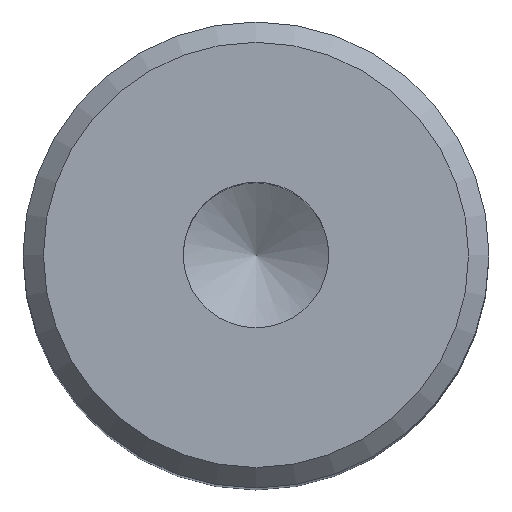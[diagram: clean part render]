
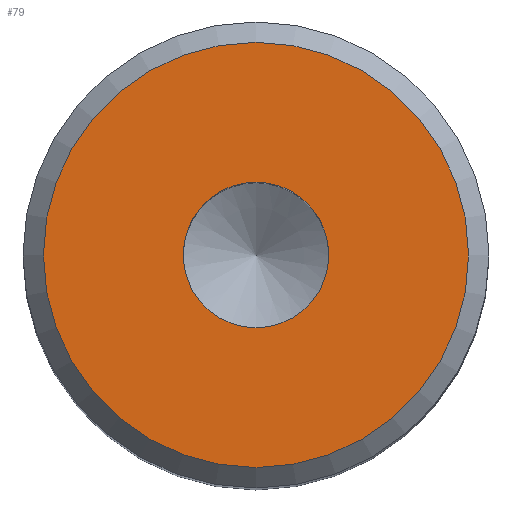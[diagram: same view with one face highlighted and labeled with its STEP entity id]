
A CAD part, top view. The second image highlights one B-rep face of the part: STEP entity #79.
In plain terms, the highlighted planar face has unit normal (0, 0, 1).
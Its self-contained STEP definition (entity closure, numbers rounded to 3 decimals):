
#79 = ADVANCED_FACE( '', ( #95, #96 ), #97, .T. );
#95 = FACE_BOUND( '', #115, .T. );
#96 = FACE_OUTER_BOUND( '', #116, .T. );
#97 = PLANE( '', #117 );
#115 = EDGE_LOOP( '', ( #143 ) );
#116 = EDGE_LOOP( '', ( #144 ) );
#117 = AXIS2_PLACEMENT_3D( '', #145, #146, #147 );
#143 = ORIENTED_EDGE( '', *, *, #161, .T. );
#144 = ORIENTED_EDGE( '', *, *, #163, .T. );
#145 = CARTESIAN_POINT( '', ( 0., 0., 42. ) );
#146 = DIRECTION( '', ( 0., 0., 1. ) );
#147 = DIRECTION( '', ( 1., 0., 0. ) );
#161 = EDGE_CURVE( '', #170, #170, #171, .T. );
#163 = EDGE_CURVE( '', #174, #174, #175, .T. );
#170 = VERTEX_POINT( '', #182 );
#171 = CIRCLE( '', #183, 2.5 );
#174 = VERTEX_POINT( '', #186 );
#175 = CIRCLE( '', #187, 7.3 );
#182 = CARTESIAN_POINT( '', ( 0., -2.5, 42. ) );
#183 = AXIS2_PLACEMENT_3D( '', #197, #198, #199 );
#186 = CARTESIAN_POINT( '', ( 7.3, 0., 42. ) );
#187 = AXIS2_PLACEMENT_3D( '', #203, #204, #205 );
#197 = CARTESIAN_POINT( '', ( 0., 0., 42. ) );
#198 = DIRECTION( '', ( 0., 0., -1. ) );
#199 = DIRECTION( '', ( 0., -1., 0. ) );
#203 = CARTESIAN_POINT( '', ( 0., 0., 42. ) );
#204 = DIRECTION( '', ( 0., 0., 1. ) );
#205 = DIRECTION( '', ( 1., 0., 0. ) );
